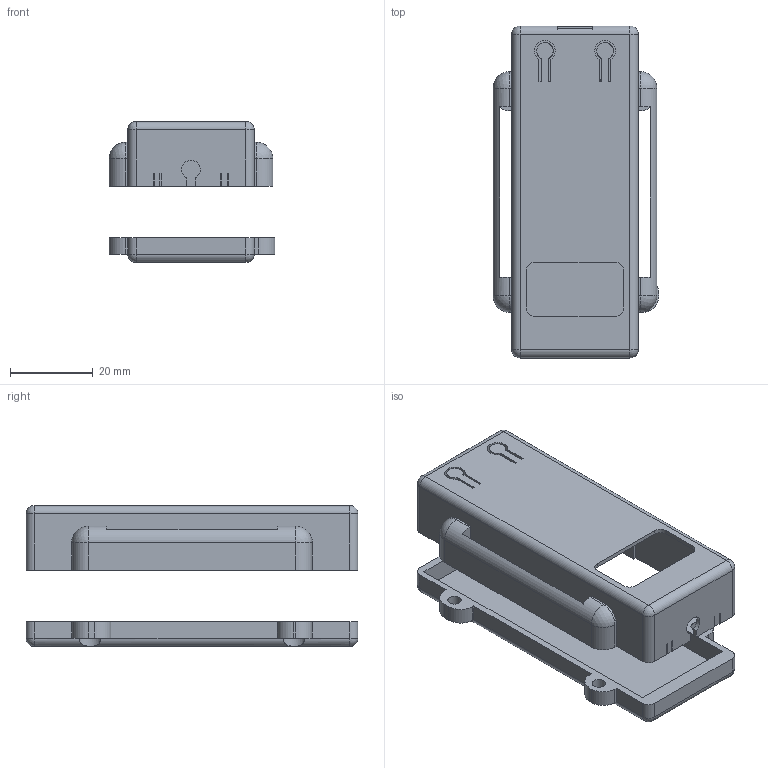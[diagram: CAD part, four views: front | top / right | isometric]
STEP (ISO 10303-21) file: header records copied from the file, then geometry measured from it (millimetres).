
FILE_DESCRIPTION(/* description */ (''),/* implementation_level */ '2;1');
FILE_NAME(/* name */ 'CajitaAbierta_stick v8.step',/* time_stamp */ '2022-07-07T17:48:30-04:00',/* author */ (''),/* organization */ (''),/* preprocessor_version */ 'ST-DEVELOPER v19',/* originating_system */ 'Autodesk Translation Framework v11.7.0.108',/* authorisation */ '');
FILE_SCHEMA (('AUTOMOTIVE_DESIGN { 1 0 10303 214 3 1 1 }'));
Length unit declared in the file: millimetre
Products named in the file (1): CajitaAbierta_stick
Bounding box: 40 x 80 x 34 mm (x, y, z)
Volume: 13813.1 mm3; surface area: 20885.7 mm2
Topology: 3 solids, 3 shells, 213 faces, 564 edges, 360 vertices
Faces by surface type: plane 137, cylinder 64, sphere 12
Full cylindrical faces by diameter (mm): 2.8 x3, 3.2 x4, 3.8 x4, 4 x2, 6 x1, 7 x1
Entity records: 6680 total; most frequent: CARTESIAN_POINT 1226, ORIENTED_EDGE 1128, DIRECTION 1126, EDGE_CURVE 564, LINE 422, VECTOR 422, VERTEX_POINT 360, AXIS2_PLACEMENT_3D 352
